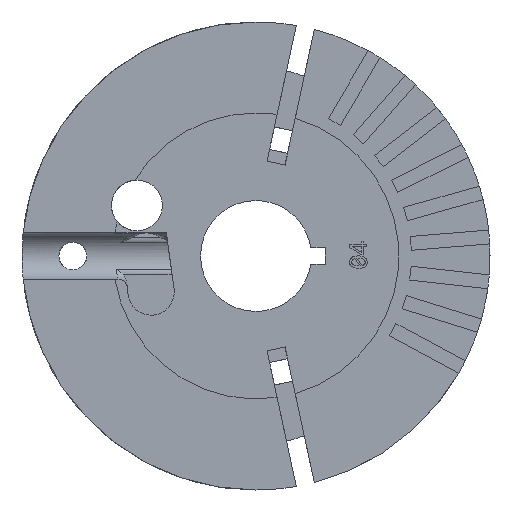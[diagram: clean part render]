
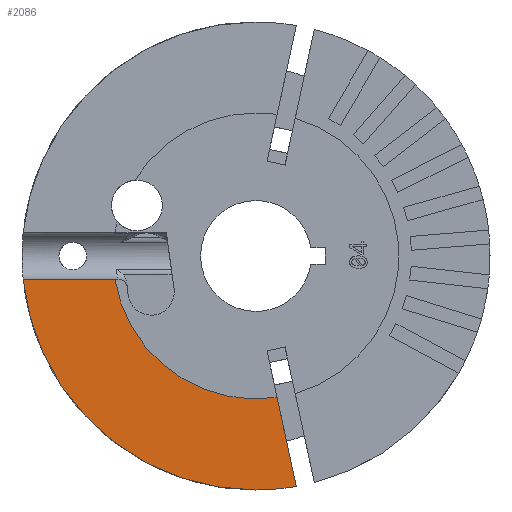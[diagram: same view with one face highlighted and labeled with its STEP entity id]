
A CAD part, left-side view. The second image highlights one B-rep face of the part: STEP entity #2086.
In plain terms, the highlighted planar face has unit normal (-1, 0, 0).
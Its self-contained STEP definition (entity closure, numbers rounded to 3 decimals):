
#130 = DIRECTION ( 'NONE',  ( 0., 0., 1. ) ) ;
#191 = DIRECTION ( 'NONE',  ( -1., 0., 0. ) ) ;
#415 = CARTESIAN_POINT ( 'NONE',  ( 1.6, 0., 0. ) ) ;
#572 = FACE_OUTER_BOUND ( 'NONE', #6396, .T. ) ;
#764 = CARTESIAN_POINT ( 'NONE',  ( 1.6, 0., 0. ) ) ;
#773 = ORIENTED_EDGE ( 'NONE', *, *, #4787, .T. ) ;
#936 = CARTESIAN_POINT ( 'NONE',  ( 1.6, 15.272, -2.5 ) ) ;
#1109 = DIRECTION ( 'NONE',  ( 0., 0., 1. ) ) ;
#1306 = AXIS2_PLACEMENT_3D ( 'NONE', #4222, #5811, #1109 ) ;
#1395 = EDGE_CURVE ( 'NONE', #4620, #4722, #6524, .T. ) ;
#1600 = CARTESIAN_POINT ( 'NONE',  ( 1.6, -2.281, -15.306 ) ) ;
#1682 = CARTESIAN_POINT ( 'NONE',  ( 1.6, 0.977, -0.211 ) ) ;
#1700 = ORIENTED_EDGE ( 'NONE', *, *, #2552, .T. ) ;
#1773 = CIRCLE ( 'NONE', #2753, 25.325 ) ;
#1814 = ORIENTED_EDGE ( 'NONE', *, *, #3935, .F. ) ;
#2086 = ADVANCED_FACE ( 'NONE', ( #572 ), #4163, .T. ) ;
#2552 = EDGE_CURVE ( 'NONE', #4722, #3329, #1773, .T. ) ;
#2724 = CARTESIAN_POINT ( 'NONE',  ( 1.6, 0., 0. ) ) ;
#2753 = AXIS2_PLACEMENT_3D ( 'NONE', #764, #191, #2790 ) ;
#2790 = DIRECTION ( 'NONE',  ( 0., 0., 1. ) ) ;
#2954 = CARTESIAN_POINT ( 'NONE',  ( 1.6, 2.597, -2.5 ) ) ;
#3052 = DIRECTION ( 'NONE',  ( 0., 0., 1. ) ) ;
#3101 = EDGE_CURVE ( 'NONE', #3329, #6453, #3834, .T. ) ;
#3329 = VERTEX_POINT ( 'NONE', #6035 ) ;
#3401 = LINE ( 'NONE', #2954, #3866 ) ;
#3834 = LINE ( 'NONE', #1682, #6238 ) ;
#3866 = VECTOR ( 'NONE', #4449, 1000. ) ;
#3935 = EDGE_CURVE ( 'NONE', #4783, #6453, #5088, .T. ) ;
#4071 = AXIS2_PLACEMENT_3D ( 'NONE', #2724, #5786, #130 ) ;
#4163 = PLANE ( 'NONE',  #4071 ) ;
#4218 = AXIS2_PLACEMENT_3D ( 'NONE', #415, #4994, #3052 ) ;
#4222 = CARTESIAN_POINT ( 'NONE',  ( 1.6, 0., 0. ) ) ;
#4449 = DIRECTION ( 'NONE',  ( 0., 1., 0. ) ) ;
#4562 = ORIENTED_EDGE ( 'NONE', *, *, #3101, .T. ) ;
#4620 = VERTEX_POINT ( 'NONE', #5016 ) ;
#4722 = VERTEX_POINT ( 'NONE', #6125 ) ;
#4783 = VERTEX_POINT ( 'NONE', #936 ) ;
#4787 = EDGE_CURVE ( 'NONE', #4783, #4620, #3401, .T. ) ;
#4994 = DIRECTION ( 'NONE',  ( -1., 0., 0. ) ) ;
#5016 = CARTESIAN_POINT ( 'NONE',  ( 1.6, 25.201, -2.5 ) ) ;
#5088 = CIRCLE ( 'NONE', #4218, 15.475 ) ;
#5786 = DIRECTION ( 'NONE',  ( -1., 0., 0. ) ) ;
#5811 = DIRECTION ( 'NONE',  ( -1., 0., 0. ) ) ;
#5939 = ORIENTED_EDGE ( 'NONE', *, *, #1395, .T. ) ;
#6035 = CARTESIAN_POINT ( 'NONE',  ( 1.6, -4.362, -24.946 ) ) ;
#6125 = CARTESIAN_POINT ( 'NONE',  ( 1.6, 0., -25.325 ) ) ;
#6238 = VECTOR ( 'NONE', #6411, 1000. ) ;
#6396 = EDGE_LOOP ( 'NONE', ( #5939, #1700, #4562, #1814, #773 ) ) ;
#6411 = DIRECTION ( 'NONE',  ( 0., 0.211, 0.977 ) ) ;
#6453 = VERTEX_POINT ( 'NONE', #1600 ) ;
#6524 = CIRCLE ( 'NONE', #1306, 25.325 ) ;
